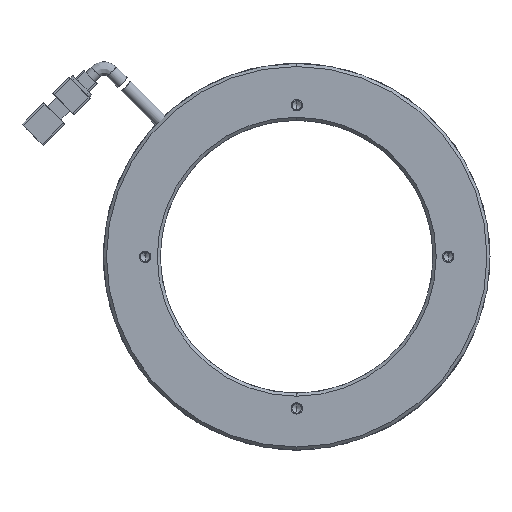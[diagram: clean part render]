
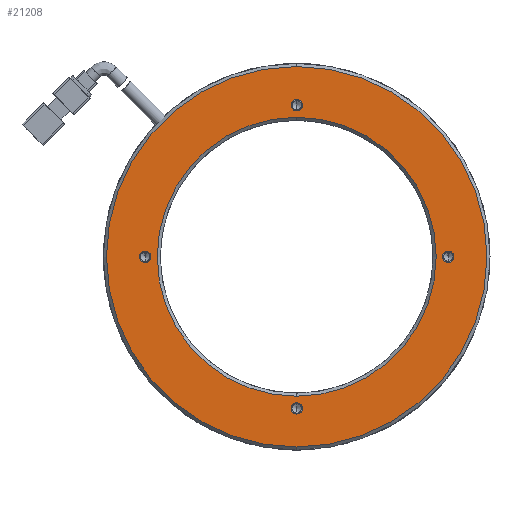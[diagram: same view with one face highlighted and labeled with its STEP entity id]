
A CAD part, front view. The second image highlights one B-rep face of the part: STEP entity #21208.
In plain terms, the highlighted planar face has unit normal (0, -1, 0).
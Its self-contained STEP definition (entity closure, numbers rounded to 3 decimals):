
#107 = DIRECTION ( 'NONE',  ( 0., -1., 0. ) ) ;
#269 = CIRCLE ( 'NONE', #83889, 50.2 ) ;
#1416 = FACE_BOUND ( 'NONE', #75645, .T. ) ;
#2269 = CARTESIAN_POINT ( 'NONE',  ( 0., 1.407, -41.5 ) ) ;
#2529 = AXIS2_PLACEMENT_3D ( 'NONE', #19695, #70548, #26993 ) ;
#3576 = DIRECTION ( 'NONE',  ( 0., 0., -1. ) ) ;
#3606 = DIRECTION ( 'NONE',  ( 0., 0., 1. ) ) ;
#4380 = EDGE_CURVE ( 'NONE', #75654, #23745, #37763, .T. ) ;
#5418 = CIRCLE ( 'NONE', #61346, 50.2 ) ;
#5476 = ORIENTED_EDGE ( 'NONE', *, *, #4380, .F. ) ;
#6030 = DIRECTION ( 'NONE',  ( 0., 1., 0. ) ) ;
#6713 = CIRCLE ( 'NONE', #68476, 1.5 ) ;
#7156 = AXIS2_PLACEMENT_3D ( 'NONE', #59264, #15812, #66574 ) ;
#10212 = CARTESIAN_POINT ( 'NONE',  ( 0., 1.407, -40. ) ) ;
#10391 = CARTESIAN_POINT ( 'NONE',  ( 0., 1.407, -50.2 ) ) ;
#11317 = CARTESIAN_POINT ( 'NONE',  ( 0., 1.407, 41.5 ) ) ;
#12175 = DIRECTION ( 'NONE',  ( 0., -1., 0. ) ) ;
#12776 = VERTEX_POINT ( 'NONE', #40403 ) ;
#14169 = EDGE_CURVE ( 'NONE', #16855, #40500, #269, .T. ) ;
#14455 = EDGE_CURVE ( 'NONE', #39282, #33007, #89978, .T. ) ;
#15812 = DIRECTION ( 'NONE',  ( 0., -1., 0. ) ) ;
#16157 = EDGE_LOOP ( 'NONE', ( #65682, #59912 ) ) ;
#16855 = VERTEX_POINT ( 'NONE', #83313 ) ;
#17534 = DIRECTION ( 'NONE',  ( 0., 0., -1. ) ) ;
#18448 = FACE_BOUND ( 'NONE', #52180, .T. ) ;
#19695 = CARTESIAN_POINT ( 'NONE',  ( -40., 1.407, 0. ) ) ;
#20581 = AXIS2_PLACEMENT_3D ( 'NONE', #84742, #41207, #92100 ) ;
#21208 = ADVANCED_FACE ( 'NONE', ( #1416, #76480, #37815, #57133, #18448, #93526 ), #61420, .F. ) ;
#21277 = EDGE_CURVE ( 'NONE', #12776, #51750, #29774, .T. ) ;
#23745 = VERTEX_POINT ( 'NONE', #2269 ) ;
#24738 = ORIENTED_EDGE ( 'NONE', *, *, #34635, .F. ) ;
#25414 = EDGE_CURVE ( 'NONE', #23745, #75654, #6713, .T. ) ;
#26854 = DIRECTION ( 'NONE',  ( 0., -1., 0. ) ) ;
#26993 = DIRECTION ( 'NONE',  ( 0., 0., -1. ) ) ;
#27539 = DIRECTION ( 'NONE',  ( 0., 1., 0. ) ) ;
#28202 = ORIENTED_EDGE ( 'NONE', *, *, #21277, .F. ) ;
#29134 = CARTESIAN_POINT ( 'NONE',  ( 0., 1.407, -36.8 ) ) ;
#29197 = AXIS2_PLACEMENT_3D ( 'NONE', #43614, #107, #50904 ) ;
#29774 = CIRCLE ( 'NONE', #36949, 1.5 ) ;
#32657 = VERTEX_POINT ( 'NONE', #57272 ) ;
#33007 = VERTEX_POINT ( 'NONE', #90595 ) ;
#34635 = EDGE_CURVE ( 'NONE', #55985, #32657, #45790, .T. ) ;
#34806 = VERTEX_POINT ( 'NONE', #11317 ) ;
#36949 = AXIS2_PLACEMENT_3D ( 'NONE', #55753, #12175, #62976 ) ;
#36978 = CARTESIAN_POINT ( 'NONE',  ( -40., 1.407, 1.5 ) ) ;
#37763 = CIRCLE ( 'NONE', #53041, 1.5 ) ;
#37815 = FACE_BOUND ( 'NONE', #16157, .T. ) ;
#39118 = DIRECTION ( 'NONE',  ( 0., 0., -1. ) ) ;
#39278 = CARTESIAN_POINT ( 'NONE',  ( -40., 1.407, 0. ) ) ;
#39282 = VERTEX_POINT ( 'NONE', #29134 ) ;
#40403 = CARTESIAN_POINT ( 'NONE',  ( 40., 1.407, -1.5 ) ) ;
#40500 = VERTEX_POINT ( 'NONE', #10391 ) ;
#41207 = DIRECTION ( 'NONE',  ( 0., -1., 0. ) ) ;
#42262 = EDGE_CURVE ( 'NONE', #33007, #39282, #80717, .T. ) ;
#43614 = CARTESIAN_POINT ( 'NONE',  ( 0., 1.407, 40. ) ) ;
#45111 = ORIENTED_EDGE ( 'NONE', *, *, #66895, .F. ) ;
#45790 = CIRCLE ( 'NONE', #62992, 1.5 ) ;
#46568 = DIRECTION ( 'NONE',  ( 0., 0., -1. ) ) ;
#47092 = DIRECTION ( 'NONE',  ( 0., -1., 0. ) ) ;
#47126 = DIRECTION ( 'NONE',  ( 0., 1., 0. ) ) ;
#49030 = CARTESIAN_POINT ( 'NONE',  ( 40., 1.407, 1.5 ) ) ;
#49597 = CARTESIAN_POINT ( 'NONE',  ( 0., 1.407, 0. ) ) ;
#50904 = DIRECTION ( 'NONE',  ( 0., 0., -1. ) ) ;
#51750 = VERTEX_POINT ( 'NONE', #49030 ) ;
#51857 = EDGE_CURVE ( 'NONE', #84200, #34806, #55329, .T. ) ;
#52180 = EDGE_LOOP ( 'NONE', ( #88429, #65603 ) ) ;
#53041 = AXIS2_PLACEMENT_3D ( 'NONE', #92417, #91697, #39118 ) ;
#54090 = EDGE_LOOP ( 'NONE', ( #73572, #45111 ) ) ;
#55329 = CIRCLE ( 'NONE', #29197, 1.5 ) ;
#55753 = CARTESIAN_POINT ( 'NONE',  ( 40., 1.407, 0. ) ) ;
#55985 = VERTEX_POINT ( 'NONE', #36978 ) ;
#56915 = DIRECTION ( 'NONE',  ( 0., 0., 1. ) ) ;
#57133 = FACE_BOUND ( 'NONE', #92981, .T. ) ;
#57272 = CARTESIAN_POINT ( 'NONE',  ( -40., 1.407, -1.5 ) ) ;
#57949 = AXIS2_PLACEMENT_3D ( 'NONE', #90705, #47092, #3576 ) ;
#58241 = CIRCLE ( 'NONE', #66714, 1.5 ) ;
#59264 = CARTESIAN_POINT ( 'NONE',  ( 0., 1.407, 0. ) ) ;
#59912 = ORIENTED_EDGE ( 'NONE', *, *, #82373, .F. ) ;
#61004 = DIRECTION ( 'NONE',  ( 0., -1., 0. ) ) ;
#61346 = AXIS2_PLACEMENT_3D ( 'NONE', #49597, #6030, #56915 ) ;
#61420 = PLANE ( 'NONE',  #77731 ) ;
#62976 = DIRECTION ( 'NONE',  ( 0., 0., -1. ) ) ;
#62992 = AXIS2_PLACEMENT_3D ( 'NONE', #39278, #90144, #46568 ) ;
#65603 = ORIENTED_EDGE ( 'NONE', *, *, #42262, .F. ) ;
#65682 = ORIENTED_EDGE ( 'NONE', *, *, #51857, .F. ) ;
#66574 = DIRECTION ( 'NONE',  ( 0., 0., -1. ) ) ;
#66714 = AXIS2_PLACEMENT_3D ( 'NONE', #70388, #26854, #77716 ) ;
#66895 = EDGE_CURVE ( 'NONE', #40500, #16855, #5418, .T. ) ;
#68476 = AXIS2_PLACEMENT_3D ( 'NONE', #10212, #61004, #17534 ) ;
#69135 = ORIENTED_EDGE ( 'NONE', *, *, #77953, .F. ) ;
#70231 = CIRCLE ( 'NONE', #57949, 1.5 ) ;
#70388 = CARTESIAN_POINT ( 'NONE',  ( 40., 1.407, 0. ) ) ;
#70548 = DIRECTION ( 'NONE',  ( 0., -1., 0. ) ) ;
#70712 = CARTESIAN_POINT ( 'NONE',  ( 0., 1.407, 38.5 ) ) ;
#71090 = CARTESIAN_POINT ( 'NONE',  ( 0., 1.407, 0. ) ) ;
#72660 = CIRCLE ( 'NONE', #2529, 1.5 ) ;
#73572 = ORIENTED_EDGE ( 'NONE', *, *, #14169, .F. ) ;
#75645 = EDGE_LOOP ( 'NONE', ( #91987, #5476 ) ) ;
#75654 = VERTEX_POINT ( 'NONE', #77567 ) ;
#76480 = FACE_BOUND ( 'NONE', #92334, .T. ) ;
#77111 = ORIENTED_EDGE ( 'NONE', *, *, #84195, .F. ) ;
#77567 = CARTESIAN_POINT ( 'NONE',  ( 0., 1.407, -38.5 ) ) ;
#77716 = DIRECTION ( 'NONE',  ( 0., 0., -1. ) ) ;
#77731 = AXIS2_PLACEMENT_3D ( 'NONE', #90730, #47126, #3606 ) ;
#77953 = EDGE_CURVE ( 'NONE', #32657, #55985, #72660, .T. ) ;
#78420 = DIRECTION ( 'NONE',  ( 0., 0., 1. ) ) ;
#80717 = CIRCLE ( 'NONE', #20581, 36.8 ) ;
#82373 = EDGE_CURVE ( 'NONE', #34806, #84200, #70231, .T. ) ;
#83313 = CARTESIAN_POINT ( 'NONE',  ( 0., 1.407, 50.2 ) ) ;
#83889 = AXIS2_PLACEMENT_3D ( 'NONE', #71090, #27539, #78420 ) ;
#84195 = EDGE_CURVE ( 'NONE', #51750, #12776, #58241, .T. ) ;
#84200 = VERTEX_POINT ( 'NONE', #70712 ) ;
#84742 = CARTESIAN_POINT ( 'NONE',  ( 0., 1.407, 0. ) ) ;
#88429 = ORIENTED_EDGE ( 'NONE', *, *, #14455, .F. ) ;
#89978 = CIRCLE ( 'NONE', #7156, 36.8 ) ;
#90144 = DIRECTION ( 'NONE',  ( 0., -1., 0. ) ) ;
#90595 = CARTESIAN_POINT ( 'NONE',  ( 0., 1.407, 36.8 ) ) ;
#90705 = CARTESIAN_POINT ( 'NONE',  ( 0., 1.407, 40. ) ) ;
#90730 = CARTESIAN_POINT ( 'NONE',  ( -36., 1.407, 0. ) ) ;
#91697 = DIRECTION ( 'NONE',  ( 0., -1., 0. ) ) ;
#91987 = ORIENTED_EDGE ( 'NONE', *, *, #25414, .F. ) ;
#92100 = DIRECTION ( 'NONE',  ( 0., 0., -1. ) ) ;
#92334 = EDGE_LOOP ( 'NONE', ( #28202, #77111 ) ) ;
#92417 = CARTESIAN_POINT ( 'NONE',  ( 0., 1.407, -40. ) ) ;
#92981 = EDGE_LOOP ( 'NONE', ( #69135, #24738 ) ) ;
#93526 = FACE_OUTER_BOUND ( 'NONE', #54090, .T. ) ;
